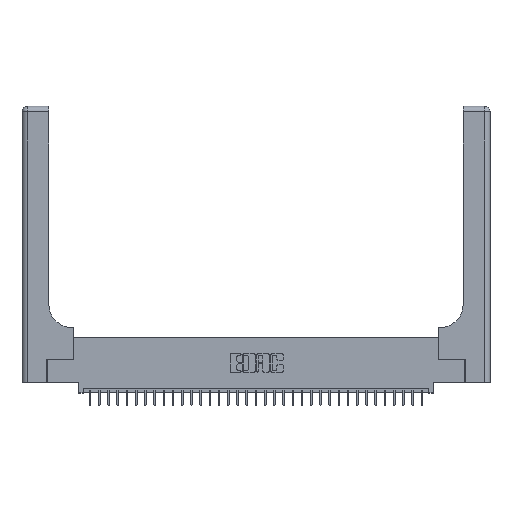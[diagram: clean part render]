
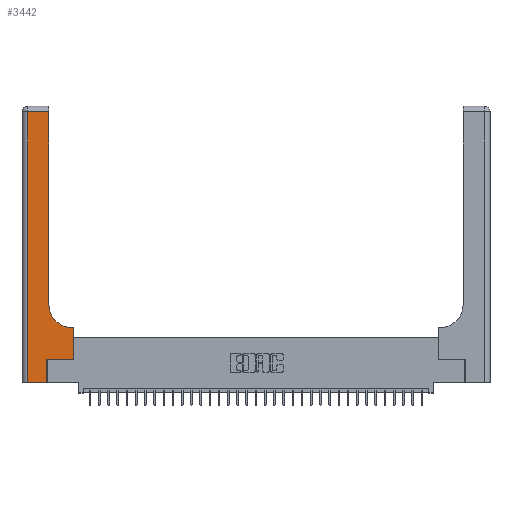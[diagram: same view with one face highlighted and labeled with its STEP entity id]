
A CAD part, top view. The second image highlights one B-rep face of the part: STEP entity #3442.
In plain terms, the highlighted planar face has unit normal (0, 0, 1).
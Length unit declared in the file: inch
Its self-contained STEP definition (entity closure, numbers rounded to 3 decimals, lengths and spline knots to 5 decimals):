
#57 = CARTESIAN_POINT ( 'NONE',  ( 0.06, 0., 0.37 ) ) ;
#298 = EDGE_CURVE ( 'NONE', #12947, #3763, #3903, .T. ) ;
#616 = EDGE_CURVE ( 'NONE', #12271, #6948, #15345, .T. ) ;
#1886 = CARTESIAN_POINT ( 'NONE',  ( 0.2915, 0.6, 0.37 ) ) ;
#2540 = CARTESIAN_POINT ( 'NONE',  ( 0.5415, 0.85, 0.37 ) ) ;
#3442 = ADVANCED_FACE ( 'NONE', ( #22300 ), #33171, .F. ) ;
#3763 = VERTEX_POINT ( 'NONE', #29399 ) ;
#3903 = LINE ( 'NONE', #15037, #31307 ) ;
#4248 = ORIENTED_EDGE ( 'NONE', *, *, #616, .T. ) ;
#4687 = EDGE_CURVE ( 'NONE', #3763, #19873, #6831, .T. ) ;
#4722 = DIRECTION ( 'NONE',  ( 1., 0., 0. ) ) ;
#5174 = EDGE_CURVE ( 'NONE', #6948, #6455, #12115, .T. ) ;
#5527 = ORIENTED_EDGE ( 'NONE', *, *, #4687, .T. ) ;
#5640 = EDGE_CURVE ( 'NONE', #22045, #12947, #27097, .T. ) ;
#5853 = CARTESIAN_POINT ( 'NONE',  ( 0.2915, 2.94, 0.37 ) ) ;
#6154 = DIRECTION ( 'NONE',  ( 0., 1., 0. ) ) ;
#6455 = VERTEX_POINT ( 'NONE', #14117 ) ;
#6456 = AXIS2_PLACEMENT_3D ( 'NONE', #2540, #20980, #10332 ) ;
#6831 = LINE ( 'NONE', #26031, #21753 ) ;
#6948 = VERTEX_POINT ( 'NONE', #26424 ) ;
#8167 = CARTESIAN_POINT ( 'NONE',  ( 0.06, 2.94, 0.37 ) ) ;
#8274 = DIRECTION ( 'NONE',  ( 0., 0., -1. ) ) ;
#8444 = VECTOR ( 'NONE', #33511, 39.37008 ) ;
#8676 = ORIENTED_EDGE ( 'NONE', *, *, #5174, .T. ) ;
#10332 = DIRECTION ( 'NONE',  ( 1., 0., 0. ) ) ;
#10443 = EDGE_CURVE ( 'NONE', #19873, #12271, #24672, .T. ) ;
#10472 = ORIENTED_EDGE ( 'NONE', *, *, #28235, .T. ) ;
#10736 = DIRECTION ( 'NONE',  ( 1., 0., 0. ) ) ;
#10927 = CARTESIAN_POINT ( 'NONE',  ( 0., 3., 0.37 ) ) ;
#11477 = LINE ( 'NONE', #26014, #22995 ) ;
#11506 = VERTEX_POINT ( 'NONE', #5853 ) ;
#11588 = CARTESIAN_POINT ( 'NONE',  ( 0.06, 3., 0.37 ) ) ;
#12115 = CIRCLE ( 'NONE', #6456, 0.25 ) ;
#12271 = VERTEX_POINT ( 'NONE', #24419 ) ;
#12669 = DIRECTION ( 'NONE',  ( -1., 0., 0. ) ) ;
#12947 = VERTEX_POINT ( 'NONE', #20901 ) ;
#13717 = CARTESIAN_POINT ( 'NONE',  ( 0.5585, 0.25, 0.37 ) ) ;
#14117 = CARTESIAN_POINT ( 'NONE',  ( 0.2915, 0.85, 0.37 ) ) ;
#14479 = DIRECTION ( 'NONE',  ( -1., 0., 0. ) ) ;
#15037 = CARTESIAN_POINT ( 'NONE',  ( 0.269, 0., 0.37 ) ) ;
#15070 = VECTOR ( 'NONE', #6154, 39.37008 ) ;
#15345 = LINE ( 'NONE', #1886, #22142 ) ;
#15438 = AXIS2_PLACEMENT_3D ( 'NONE', #10927, #8274, #14479 ) ;
#16145 = CARTESIAN_POINT ( 'NONE',  ( 0.5585, 0.25, 0.37 ) ) ;
#18812 = DIRECTION ( 'NONE',  ( 0., 1., 0. ) ) ;
#19455 = CARTESIAN_POINT ( 'NONE',  ( 0.2915, 3., 0.37 ) ) ;
#19604 = LINE ( 'NONE', #11588, #8444 ) ;
#19873 = VERTEX_POINT ( 'NONE', #13717 ) ;
#20901 = CARTESIAN_POINT ( 'NONE',  ( 0.269, 0., 0.37 ) ) ;
#20980 = DIRECTION ( 'NONE',  ( 0., 0., -1. ) ) ;
#21398 = VECTOR ( 'NONE', #18812, 39.37008 ) ;
#21753 = VECTOR ( 'NONE', #4722, 39.37008 ) ;
#22045 = VERTEX_POINT ( 'NONE', #57 ) ;
#22142 = VECTOR ( 'NONE', #12669, 39.37008 ) ;
#22300 = FACE_OUTER_BOUND ( 'NONE', #22422, .T. ) ;
#22422 = EDGE_LOOP ( 'NONE', ( #33875, #25322, #10472, #27685, #33132, #5527, #29472, #4248, #8676 ) ) ;
#22458 = VERTEX_POINT ( 'NONE', #8167 ) ;
#22954 = VECTOR ( 'NONE', #10736, 39.37008 ) ;
#22995 = VECTOR ( 'NONE', #23508, 39.37008 ) ;
#23508 = DIRECTION ( 'NONE',  ( -1., 0., 0. ) ) ;
#24419 = CARTESIAN_POINT ( 'NONE',  ( 0.5585, 0.6, 0.37 ) ) ;
#24426 = CARTESIAN_POINT ( 'NONE',  ( 0., 0., 0.37 ) ) ;
#24672 = LINE ( 'NONE', #16145, #21398 ) ;
#24932 = EDGE_CURVE ( 'NONE', #6455, #11506, #33361, .T. ) ;
#25322 = ORIENTED_EDGE ( 'NONE', *, *, #34042, .T. ) ;
#25727 = DIRECTION ( 'NONE',  ( 0., 1., 0. ) ) ;
#26014 = CARTESIAN_POINT ( 'NONE',  ( 0., 2.94, 0.37 ) ) ;
#26031 = CARTESIAN_POINT ( 'NONE',  ( 0.269, 0.25, 0.37 ) ) ;
#26424 = CARTESIAN_POINT ( 'NONE',  ( 0.5415, 0.6, 0.37 ) ) ;
#27097 = LINE ( 'NONE', #24426, #22954 ) ;
#27685 = ORIENTED_EDGE ( 'NONE', *, *, #5640, .T. ) ;
#28235 = EDGE_CURVE ( 'NONE', #22458, #22045, #19604, .T. ) ;
#29399 = CARTESIAN_POINT ( 'NONE',  ( 0.269, 0.25, 0.37 ) ) ;
#29472 = ORIENTED_EDGE ( 'NONE', *, *, #10443, .T. ) ;
#31307 = VECTOR ( 'NONE', #25727, 39.37008 ) ;
#33132 = ORIENTED_EDGE ( 'NONE', *, *, #298, .T. ) ;
#33171 = PLANE ( 'NONE',  #15438 ) ;
#33361 = LINE ( 'NONE', #19455, #15070 ) ;
#33511 = DIRECTION ( 'NONE',  ( 0., -1., 0. ) ) ;
#33875 = ORIENTED_EDGE ( 'NONE', *, *, #24932, .T. ) ;
#34042 = EDGE_CURVE ( 'NONE', #11506, #22458, #11477, .T. ) ;
